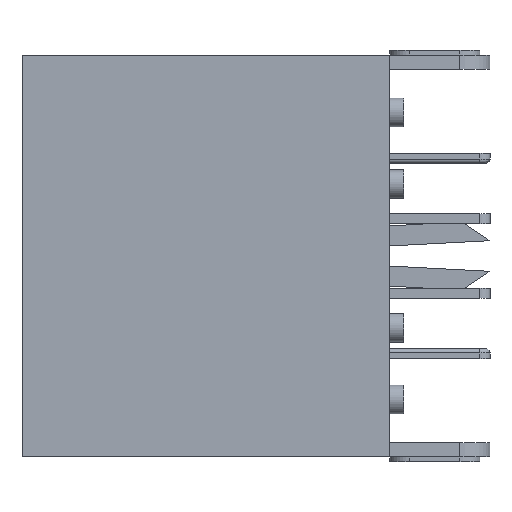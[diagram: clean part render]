
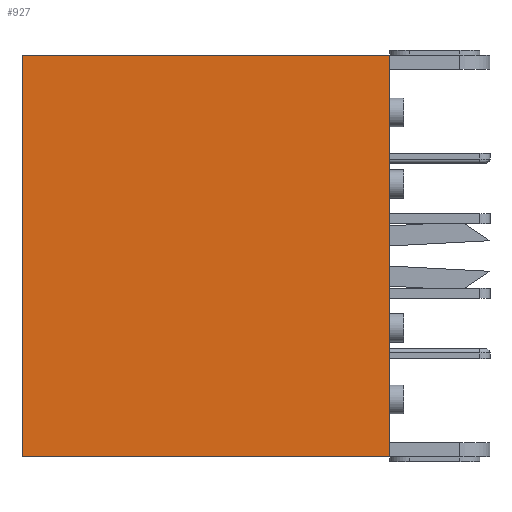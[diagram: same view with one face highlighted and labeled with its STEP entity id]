
A CAD part, left-side view. The second image highlights one B-rep face of the part: STEP entity #927.
In plain terms, the highlighted planar face has unit normal (-1, 0, 0).
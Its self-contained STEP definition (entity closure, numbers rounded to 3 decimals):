
#639 = EDGE_CURVE ( 'NONE', #640, #641, #2946, .T. ) ;
#640 = VERTEX_POINT ( 'NONE', #2937 ) ;
#641 = VERTEX_POINT ( 'NONE', #2938 ) ;
#659 = EDGE_CURVE ( 'NONE', #641, #660, #2893, .T. ) ;
#660 = VERTEX_POINT ( 'NONE', #2885 ) ;
#818 = VERTEX_POINT ( 'NONE', #3459 ) ;
#822 = ORIENTED_EDGE ( 'NONE', *, *, #639, .T. ) ;
#823 = ORIENTED_EDGE ( 'NONE', *, *, #659, .T. ) ;
#860 = EDGE_CURVE ( 'NONE', #660, #818, #3488, .T. ) ;
#866 = ORIENTED_EDGE ( 'NONE', *, *, #921, .T. ) ;
#871 = EDGE_LOOP ( 'NONE', ( #950, #866, #822, #823 ) ) ;
#921 = EDGE_CURVE ( 'NONE', #818, #640, #3483, .T. ) ;
#927 = ADVANCED_FACE ( 'NONE', ( #3479 ), #3357, .T. ) ;
#950 = ORIENTED_EDGE ( 'NONE', *, *, #860, .T. ) ;
#2885 = CARTESIAN_POINT ( 'NONE',  ( -13.1, -6.5, -7. ) ) ;
#2886 = DIRECTION ( 'NONE',  ( 0., -1., 0. ) ) ;
#2887 = VECTOR ( 'NONE', #2886, 1000. ) ;
#2888 = CARTESIAN_POINT ( 'NONE',  ( -13.1, 6.3, -7. ) ) ;
#2893 = LINE ( 'NONE', #2888, #2887 ) ;
#2937 = CARTESIAN_POINT ( 'NONE',  ( -13.1, 6.3, 7. ) ) ;
#2938 = CARTESIAN_POINT ( 'NONE',  ( -13.1, 6.3, -7. ) ) ;
#2939 = DIRECTION ( 'NONE',  ( 0., 0., -1. ) ) ;
#2940 = VECTOR ( 'NONE', #2939, 1000. ) ;
#2941 = CARTESIAN_POINT ( 'NONE',  ( -13.1, 6.3, -7. ) ) ;
#2946 = LINE ( 'NONE', #2941, #2940 ) ;
#3351 = DIRECTION ( 'NONE',  ( 0., 0., 1. ) ) ;
#3352 = DIRECTION ( 'NONE',  ( -1., 0., 0. ) ) ;
#3353 = CARTESIAN_POINT ( 'NONE',  ( -13.1, 6.3, -7. ) ) ;
#3354 = AXIS2_PLACEMENT_3D ( 'NONE', #3353, #3352, #3351 ) ;
#3357 = PLANE ( 'NONE',  #3354 ) ;
#3459 = CARTESIAN_POINT ( 'NONE',  ( -13.1, -6.5, 7. ) ) ;
#3479 = FACE_OUTER_BOUND ( 'NONE', #871, .T. ) ;
#3480 = DIRECTION ( 'NONE',  ( 0., 1., 0. ) ) ;
#3481 = VECTOR ( 'NONE', #3480, 1000. ) ;
#3482 = CARTESIAN_POINT ( 'NONE',  ( -13.1, 6.3, 7. ) ) ;
#3483 = LINE ( 'NONE', #3482, #3481 ) ;
#3485 = DIRECTION ( 'NONE',  ( 0., 0., 1. ) ) ;
#3486 = VECTOR ( 'NONE', #3485, 1000. ) ;
#3487 = CARTESIAN_POINT ( 'NONE',  ( -13.1, -6.5, -7. ) ) ;
#3488 = LINE ( 'NONE', #3487, #3486 ) ;
